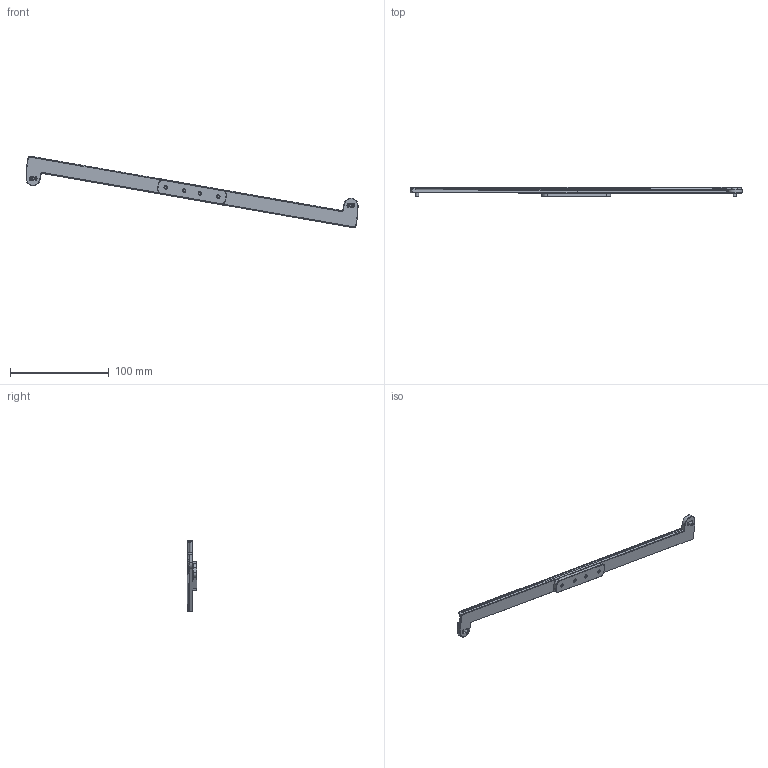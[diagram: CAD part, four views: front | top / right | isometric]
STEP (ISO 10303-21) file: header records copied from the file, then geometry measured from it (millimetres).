
FILE_DESCRIPTION(/* description */ (''),/* implementation_level */ '2;1');
FILE_NAME(/* name */ 'LED Channel Modular.step',/* time_stamp */ '2025-11-25T01:54:49+02:00',/* author */ (''),/* organization */ (''),/* preprocessor_version */ 'ST-DEVELOPER v20.1',/* originating_system */ 'Autodesk Translation Framework v14.21.0.0',/* authorisation */ '');
FILE_SCHEMA (('AUTOMOTIVE_DESIGN { 1 0 10303 214 3 1 1 }'));
Length unit declared in the file: millimetre
Products named in the file (5): LED Channel Modular; DIN EN ISO 7380-1 - M3 x 8 Stainless Steel A2 Plain; CenterChannel; HalfChannel; DIN 7991 - M3x8 Stainless Steel A2 Plain
Assembly tree (9 placements, depth 2):
  LED Channel Modular
    DIN EN ISO 7380-1 - M3 x 8 Stainless Steel A2 Plain  x2
    CenterChannel
    HalfChannel  x2
    DIN 7991 - M3x8 Stainless Steel A2 Plain  x4
Bounding box: 336 x 10 x 72 mm (x, y, z)
Volume: 27050 mm3; surface area: 19271.2 mm2
Topology: 9 solids, 9 shells, 260 faces, 558 edges, 324 vertices
Faces by surface type: plane 174, cone 44, cylinder 34, torus 6, sphere 2
Full cylindrical faces by diameter (mm): 2.8 x4, 2.927 x6, 3 x4, 6 x4
Entity records: 3708 total; most frequent: DIRECTION 649, CARTESIAN_POINT 597, ORIENTED_EDGE 572, EDGE_CURVE 286, AXIS2_PLACEMENT_3D 219, LINE 211, VECTOR 211, VERTEX_POINT 167
